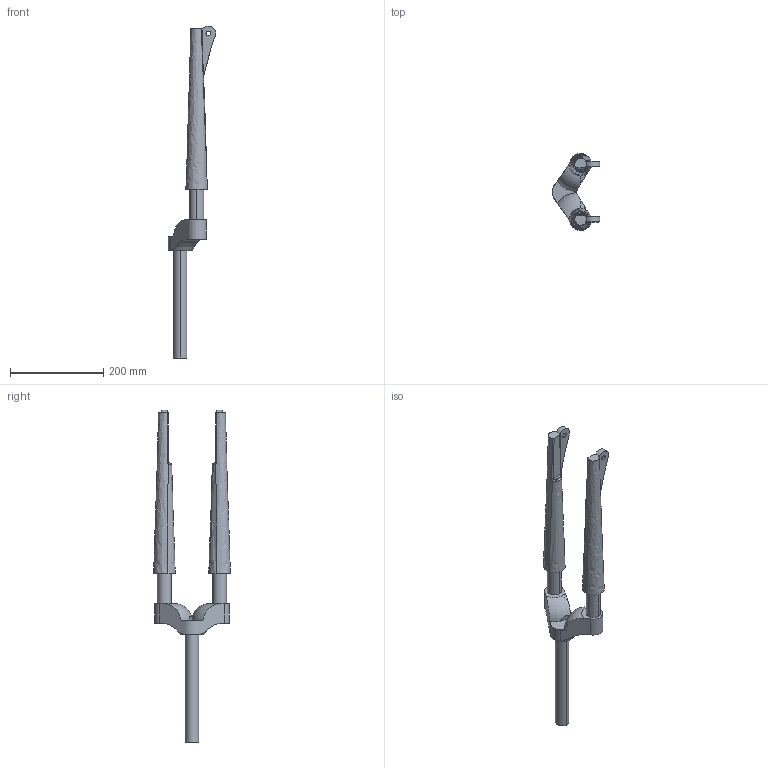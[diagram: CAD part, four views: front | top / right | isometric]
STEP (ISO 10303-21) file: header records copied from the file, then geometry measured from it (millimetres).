
FILE_DESCRIPTION (( 'STEP AP203' ), '1' );
FILE_NAME ('Fork_Default_sldprt.STEP', '2022-09-02T14:24:04', ( '' ), ( '' ), 'SwSTEP 2.0', 'SolidWorks 2021', '' );
FILE_SCHEMA (( 'CONFIG_CONTROL_DESIGN' ));
Length unit declared in the file: millimetre
Products named in the file (1): Fork_Default_sldprt
Bounding box: 101.94 x 165.39 x 712.99 mm (x, y, z)
Volume: 1512810.2 mm3; surface area: 183907.6 mm2
Topology: 2 solids, 2 shells, 82 faces, 200 edges, 130 vertices
Faces by surface type: plane 34, cylinder 28, bspline 12, torus 8
Entity records: 3357 total; most frequent: CARTESIAN_POINT 1385, ORIENTED_EDGE 400, DIRECTION 392, EDGE_CURVE 200, AXIS2_PLACEMENT_3D 165, VERTEX_POINT 130, EDGE_LOOP 94, CIRCLE 94
